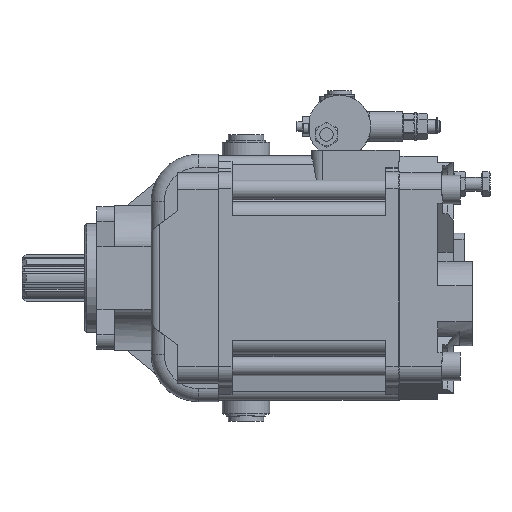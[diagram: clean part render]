
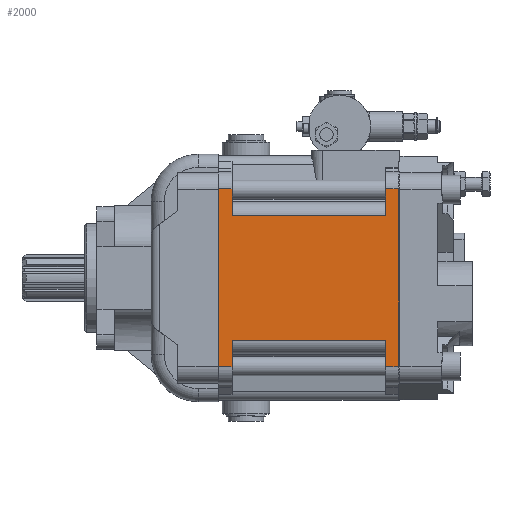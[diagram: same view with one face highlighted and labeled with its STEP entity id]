
A CAD part, top view. The second image highlights one B-rep face of the part: STEP entity #2000.
In plain terms, the highlighted planar face has unit normal (0, 0, 1).
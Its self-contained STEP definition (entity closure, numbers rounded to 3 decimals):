
#2000 = ADVANCED_FACE( '', ( #4290 ), #4291, .F. );
#4290 = FACE_OUTER_BOUND( '', #7049, .T. );
#4291 = PLANE( '', #7050 );
#7049 = EDGE_LOOP( '', ( #11585, #11586, #11587, #11588, #11589, #11590, #11591, #11592, #11593, #11594, #11595, #11596 ) );
#7050 = AXIS2_PLACEMENT_3D( '', #11597, #11598, #11599 );
#11585 = ORIENTED_EDGE( '', *, *, #16699, .T. );
#11586 = ORIENTED_EDGE( '', *, *, #16290, .F. );
#11587 = ORIENTED_EDGE( '', *, *, #16700, .F. );
#11588 = ORIENTED_EDGE( '', *, *, #16701, .T. );
#11589 = ORIENTED_EDGE( '', *, *, #16702, .T. );
#11590 = ORIENTED_EDGE( '', *, *, #16703, .F. );
#11591 = ORIENTED_EDGE( '', *, *, #16704, .F. );
#11592 = ORIENTED_EDGE( '', *, *, #15743, .T. );
#11593 = ORIENTED_EDGE( '', *, *, #16705, .F. );
#11594 = ORIENTED_EDGE( '', *, *, #16706, .F. );
#11595 = ORIENTED_EDGE( '', *, *, #16080, .T. );
#11596 = ORIENTED_EDGE( '', *, *, #16707, .T. );
#11597 = CARTESIAN_POINT( '', ( 66.5, 46., 60. ) );
#11598 = DIRECTION( '', ( 0., 0., -1. ) );
#11599 = DIRECTION( '', ( -1., 0., 0. ) );
#15743 = EDGE_CURVE( '', #18735, #18736, #18737, .T. );
#16080 = EDGE_CURVE( '', #19279, #19277, #19280, .T. );
#16290 = EDGE_CURVE( '', #19612, #19614, #19615, .T. );
#16699 = EDGE_CURVE( '', #20203, #19614, #20204, .T. );
#16700 = EDGE_CURVE( '', #20205, #19612, #20206, .T. );
#16701 = EDGE_CURVE( '', #20205, #20207, #20208, .T. );
#16702 = EDGE_CURVE( '', #20207, #20209, #20210, .T. );
#16703 = EDGE_CURVE( '', #20211, #20209, #20212, .T. );
#16704 = EDGE_CURVE( '', #18735, #20211, #20213, .T. );
#16705 = EDGE_CURVE( '', #20214, #18736, #20215, .T. );
#16706 = EDGE_CURVE( '', #19279, #20214, #20216, .T. );
#16707 = EDGE_CURVE( '', #19277, #20203, #20217, .T. );
#18735 = VERTEX_POINT( '', #23396 );
#18736 = VERTEX_POINT( '', #23397 );
#18737 = LINE( '', #23398, #23399 );
#19277 = VERTEX_POINT( '', #24287 );
#19279 = VERTEX_POINT( '', #24289 );
#19280 = LINE( '', #24290, #24291 );
#19612 = VERTEX_POINT( '', #24811 );
#19614 = VERTEX_POINT( '', #24813 );
#19615 = LINE( '', #24814, #24815 );
#20203 = VERTEX_POINT( '', #25841 );
#20204 = LINE( '', #25842, #25843 );
#20205 = VERTEX_POINT( '', #25844 );
#20206 = LINE( '', #25845, #25846 );
#20207 = VERTEX_POINT( '', #25847 );
#20208 = LINE( '', #25848, #25849 );
#20209 = VERTEX_POINT( '', #25850 );
#20210 = LINE( '', #25851, #25852 );
#20211 = VERTEX_POINT( '', #25853 );
#20212 = LINE( '', #25854, #25855 );
#20213 = LINE( '', #25856, #25857 );
#20214 = VERTEX_POINT( '', #25858 );
#20215 = LINE( '', #25859, #25860 );
#20216 = LINE( '', #25861, #25862 );
#20217 = LINE( '', #25863, #25864 );
#23396 = CARTESIAN_POINT( '', ( 56.5, -46., 60. ) );
#23397 = CARTESIAN_POINT( '', ( 56.5, -65.5, 60. ) );
#23398 = CARTESIAN_POINT( '', ( 56.5, 65.5, 60. ) );
#23399 = VECTOR( '', #28667, 1000. );
#24287 = CARTESIAN_POINT( '', ( 56.5, 65.5, 60. ) );
#24289 = CARTESIAN_POINT( '', ( 66.5, 65.5, 60. ) );
#24290 = CARTESIAN_POINT( '', ( 66.5, 65.5, 60. ) );
#24291 = VECTOR( '', #29104, 1000. );
#24811 = CARTESIAN_POINT( '', ( -56.5, 65.5, 60. ) );
#24813 = CARTESIAN_POINT( '', ( -56.5, 46., 60. ) );
#24814 = CARTESIAN_POINT( '', ( -56.5, 65.5, 60. ) );
#24815 = VECTOR( '', #29376, 1000. );
#25841 = CARTESIAN_POINT( '', ( 56.5, 46., 60. ) );
#25842 = CARTESIAN_POINT( '', ( 66.5, 46., 60. ) );
#25843 = VECTOR( '', #29823, 1000. );
#25844 = CARTESIAN_POINT( '', ( -66.5, 65.5, 60. ) );
#25845 = CARTESIAN_POINT( '', ( -66.5, 65.5, 60. ) );
#25846 = VECTOR( '', #29824, 1000. );
#25847 = CARTESIAN_POINT( '', ( -66.5, -65.5, 60. ) );
#25848 = CARTESIAN_POINT( '', ( -66.5, 46., 60. ) );
#25849 = VECTOR( '', #29825, 1000. );
#25850 = CARTESIAN_POINT( '', ( -56.5, -65.5, 60. ) );
#25851 = CARTESIAN_POINT( '', ( -66.5, -65.5, 60. ) );
#25852 = VECTOR( '', #29826, 1000. );
#25853 = CARTESIAN_POINT( '', ( -56.5, -46., 60. ) );
#25854 = CARTESIAN_POINT( '', ( -56.5, 65.5, 60. ) );
#25855 = VECTOR( '', #29827, 1000. );
#25856 = CARTESIAN_POINT( '', ( 66.5, -46., 60. ) );
#25857 = VECTOR( '', #29828, 1000. );
#25858 = CARTESIAN_POINT( '', ( 66.5, -65.5, 60. ) );
#25859 = CARTESIAN_POINT( '', ( 66.5, -65.5, 60. ) );
#25860 = VECTOR( '', #29829, 1000. );
#25861 = CARTESIAN_POINT( '', ( 66.5, 46., 60. ) );
#25862 = VECTOR( '', #29830, 1000. );
#25863 = CARTESIAN_POINT( '', ( 56.5, 65.5, 60. ) );
#25864 = VECTOR( '', #29831, 1000. );
#28667 = DIRECTION( '', ( 0., -1., 0. ) );
#29104 = DIRECTION( '', ( -1., 0., 0. ) );
#29376 = DIRECTION( '', ( 0., -1., 0. ) );
#29823 = DIRECTION( '', ( -1., 0., 0. ) );
#29824 = DIRECTION( '', ( 1., 0., 0. ) );
#29825 = DIRECTION( '', ( 0., -1., 0. ) );
#29826 = DIRECTION( '', ( 1., 0., 0. ) );
#29827 = DIRECTION( '', ( 0., -1., 0. ) );
#29828 = DIRECTION( '', ( -1., 0., 0. ) );
#29829 = DIRECTION( '', ( -1., 0., 0. ) );
#29830 = DIRECTION( '', ( 0., -1., 0. ) );
#29831 = DIRECTION( '', ( 0., -1., 0. ) );
